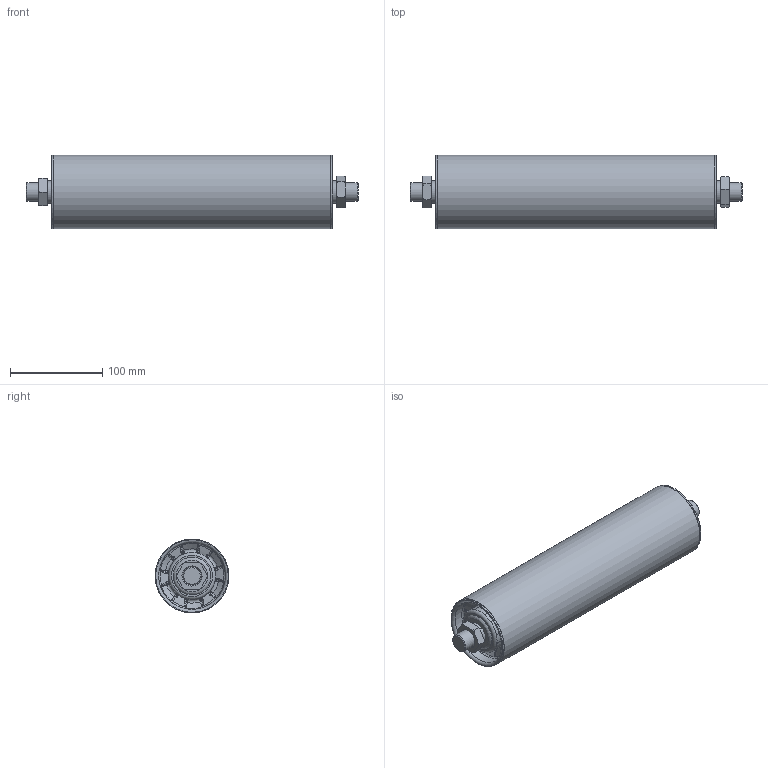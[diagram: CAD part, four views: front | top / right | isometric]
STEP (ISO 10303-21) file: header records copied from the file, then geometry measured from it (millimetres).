
FILE_DESCRIPTION((''),'2;1');
FILE_NAME('ALFOTEC_TR2_80x2,0_ST_A20_ML300_AL360_AGW.stp',('ALFOTEC GmbH'),'Die Weitergabe, Vervielfaeltigung und Verwertung der technischen Zeichnung ist nur mit ausdruecklicher Einwilligung des Urhebers gestattet. Technische Aenderungen sowie bei Verstoessen Ansprueche auf Schadenersatz (auch fuer den Fall einer Patent-, Gebra');
FILE_SCHEMA(('CONFIG_CONTROL_DESIGN'));
Length unit declared in the file: millimetre
Products named in the file (1): TR_Shrinkwrap_1
Bounding box: 360 x 80 x 80 mm (x, y, z)
Volume: 1477889.5 mm3; surface area: 103433.8 mm2
Topology: 1 solids, 1 shells, 311 faces, 791 edges, 470 vertices
Faces by surface type: bspline 144, cone 52, plane 50, cylinder 33, torus 32
Full cylindrical faces by diameter (mm): 20 x2, 25 x2, 72.5 x2, 79.5 x2, 80 x1
Entity records: 13869 total; most frequent: CARTESIAN_POINT 7254, ORIENTED_EDGE 1476, DIRECTION 1056, EDGE_CURVE 738, AXIS2_PLACEMENT_3D 486, VERTEX_POINT 462, EDGE_LOOP 344, CIRCLE 318
